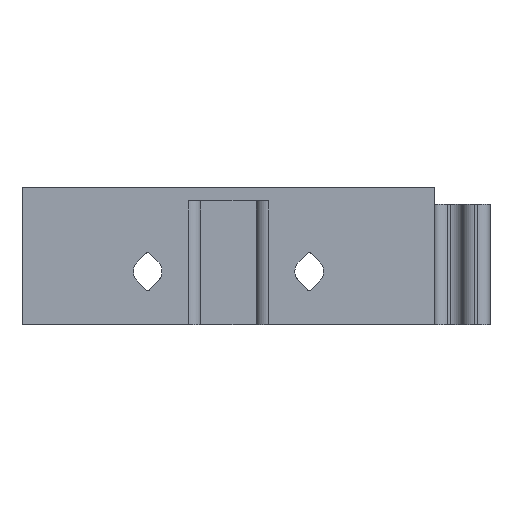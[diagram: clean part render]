
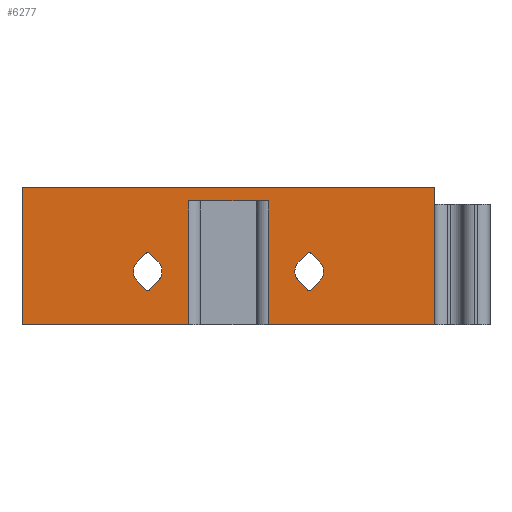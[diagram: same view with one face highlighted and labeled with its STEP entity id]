
A CAD part, left-side view. The second image highlights one B-rep face of the part: STEP entity #6277.
In plain terms, the highlighted planar face has unit normal (-1, 0, 0).
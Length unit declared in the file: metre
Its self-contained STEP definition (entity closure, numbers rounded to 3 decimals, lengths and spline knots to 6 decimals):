
#302=CIRCLE('',#6754,0.0004);
#303=CIRCLE('',#6755,0.002075);
#304=CIRCLE('',#6756,0.0004);
#305=CIRCLE('',#6757,0.002075);
#306=CIRCLE('',#6758,0.0004);
#307=CIRCLE('',#6759,0.002075);
#308=CIRCLE('',#6760,0.0004);
#309=CIRCLE('',#6761,0.002075);
#1039=ORIENTED_EDGE('',*,*,#2894,.T.);
#1040=ORIENTED_EDGE('',*,*,#2589,.F.);
#1041=ORIENTED_EDGE('',*,*,#2895,.F.);
#1042=ORIENTED_EDGE('',*,*,#2896,.F.);
#1043=ORIENTED_EDGE('',*,*,#2897,.T.);
#1044=ORIENTED_EDGE('',*,*,#2641,.F.);
#1045=ORIENTED_EDGE('',*,*,#2898,.T.);
#1046=ORIENTED_EDGE('',*,*,#2415,.T.);
#1047=ORIENTED_EDGE('',*,*,#2899,.F.);
#1048=ORIENTED_EDGE('',*,*,#2900,.F.);
#1049=ORIENTED_EDGE('',*,*,#2901,.T.);
#1050=ORIENTED_EDGE('',*,*,#2902,.F.);
#1051=ORIENTED_EDGE('',*,*,#2903,.T.);
#1052=ORIENTED_EDGE('',*,*,#2904,.F.);
#1053=ORIENTED_EDGE('',*,*,#2905,.F.);
#1054=ORIENTED_EDGE('',*,*,#2906,.F.);
#1055=ORIENTED_EDGE('',*,*,#2907,.F.);
#1056=ORIENTED_EDGE('',*,*,#2908,.F.);
#1057=ORIENTED_EDGE('',*,*,#2909,.T.);
#1058=ORIENTED_EDGE('',*,*,#2910,.F.);
#1059=ORIENTED_EDGE('',*,*,#2911,.T.);
#1060=ORIENTED_EDGE('',*,*,#2912,.F.);
#1061=ORIENTED_EDGE('',*,*,#2913,.F.);
#1062=ORIENTED_EDGE('',*,*,#2914,.F.);
#2415=EDGE_CURVE('',#3381,#3384,#4008,.F.);
#2589=EDGE_CURVE('',#3534,#3535,#4138,.F.);
#2641=EDGE_CURVE('',#3586,#3587,#4166,.F.);
#2894=EDGE_CURVE('',#3384,#3535,#4315,.T.);
#2895=EDGE_CURVE('',#3780,#3534,#4316,.T.);
#2896=EDGE_CURVE('',#3781,#3780,#4317,.F.);
#2897=EDGE_CURVE('',#3781,#3587,#4318,.F.);
#2898=EDGE_CURVE('',#3586,#3381,#4319,.T.);
#2899=EDGE_CURVE('',#3782,#3783,#4320,.T.);
#2900=EDGE_CURVE('',#3784,#3782,#302,.T.);
#2901=EDGE_CURVE('',#3784,#3785,#4321,.T.);
#2902=EDGE_CURVE('',#3786,#3785,#303,.T.);
#2903=EDGE_CURVE('',#3786,#3787,#4322,.T.);
#2904=EDGE_CURVE('',#3788,#3787,#304,.T.);
#2905=EDGE_CURVE('',#3789,#3788,#4323,.T.);
#2906=EDGE_CURVE('',#3783,#3789,#305,.T.);
#2907=EDGE_CURVE('',#3790,#3791,#4324,.T.);
#2908=EDGE_CURVE('',#3792,#3790,#306,.T.);
#2909=EDGE_CURVE('',#3792,#3793,#4325,.T.);
#2910=EDGE_CURVE('',#3794,#3793,#307,.T.);
#2911=EDGE_CURVE('',#3794,#3795,#4326,.T.);
#2912=EDGE_CURVE('',#3796,#3795,#308,.T.);
#2913=EDGE_CURVE('',#3797,#3796,#4327,.T.);
#2914=EDGE_CURVE('',#3791,#3797,#309,.T.);
#3381=VERTEX_POINT('',#8757);
#3384=VERTEX_POINT('',#8762);
#3534=VERTEX_POINT('',#9152);
#3535=VERTEX_POINT('',#9153);
#3586=VERTEX_POINT('',#9255);
#3587=VERTEX_POINT('',#9257);
#3780=VERTEX_POINT('',#9818);
#3781=VERTEX_POINT('',#9820);
#3782=VERTEX_POINT('',#9824);
#3783=VERTEX_POINT('',#9825);
#3784=VERTEX_POINT('',#9827);
#3785=VERTEX_POINT('',#9829);
#3786=VERTEX_POINT('',#9831);
#3787=VERTEX_POINT('',#9833);
#3788=VERTEX_POINT('',#9835);
#3789=VERTEX_POINT('',#9837);
#3790=VERTEX_POINT('',#9840);
#3791=VERTEX_POINT('',#9841);
#3792=VERTEX_POINT('',#9843);
#3793=VERTEX_POINT('',#9845);
#3794=VERTEX_POINT('',#9847);
#3795=VERTEX_POINT('',#9849);
#3796=VERTEX_POINT('',#9851);
#3797=VERTEX_POINT('',#9853);
#4008=LINE('',#8763,#4659);
#4138=LINE('',#9151,#4789);
#4166=LINE('',#9256,#4817);
#4315=LINE('',#9816,#4966);
#4316=LINE('',#9817,#4967);
#4317=LINE('',#9819,#4968);
#4318=LINE('',#9821,#4969);
#4319=LINE('',#9822,#4970);
#4320=LINE('',#9823,#4971);
#4321=LINE('',#9828,#4972);
#4322=LINE('',#9832,#4973);
#4323=LINE('',#9836,#4974);
#4324=LINE('',#9839,#4975);
#4325=LINE('',#9844,#4976);
#4326=LINE('',#9848,#4977);
#4327=LINE('',#9852,#4978);
#4659=VECTOR('',#7062,1.);
#4789=VECTOR('',#7326,1.);
#4817=VECTOR('',#7402,1.);
#4966=VECTOR('',#7787,1.);
#4967=VECTOR('',#7788,1.);
#4968=VECTOR('',#7789,1.);
#4969=VECTOR('',#7790,1.);
#4970=VECTOR('',#7791,1.);
#4971=VECTOR('',#7792,1.);
#4972=VECTOR('',#7795,1.);
#4973=VECTOR('',#7798,1.);
#4974=VECTOR('',#7801,1.);
#4975=VECTOR('',#7804,1.);
#4976=VECTOR('',#7807,1.);
#4977=VECTOR('',#7810,1.);
#4978=VECTOR('',#7813,1.);
#5388=EDGE_LOOP('',(#1039,#1040,#1041,#1042,#1043,#1044,#1045,#1046));
#5389=EDGE_LOOP('',(#1047,#1048,#1049,#1050,#1051,#1052,#1053,#1054));
#5390=EDGE_LOOP('',(#1055,#1056,#1057,#1058,#1059,#1060,#1061,#1062));
#5743=FACE_BOUND('',#5388,.T.);
#5744=FACE_BOUND('',#5389,.T.);
#5745=FACE_BOUND('',#5390,.T.);
#6052=PLANE('',#6753);
#6277=ADVANCED_FACE('',(#5743,#5744,#5745),#6052,.T.);
#6753=AXIS2_PLACEMENT_3D('',#9815,#7785,#7786);
#6754=AXIS2_PLACEMENT_3D('',#9826,#7793,#7794);
#6755=AXIS2_PLACEMENT_3D('',#9830,#7796,#7797);
#6756=AXIS2_PLACEMENT_3D('',#9834,#7799,#7800);
#6757=AXIS2_PLACEMENT_3D('',#9838,#7802,#7803);
#6758=AXIS2_PLACEMENT_3D('',#9842,#7805,#7806);
#6759=AXIS2_PLACEMENT_3D('',#9846,#7808,#7809);
#6760=AXIS2_PLACEMENT_3D('',#9850,#7811,#7812);
#6761=AXIS2_PLACEMENT_3D('',#9854,#7814,#7815);
#7062=DIRECTION('',(0.,-1.,0.));
#7326=DIRECTION('',(0.,-1.,0.));
#7402=DIRECTION('',(0.,-1.,0.));
#7785=DIRECTION('',(-1.,0.,0.));
#7786=DIRECTION('',(0.,-1.,0.));
#7787=DIRECTION('',(0.,0.,-1.));
#7788=DIRECTION('',(0.,0.,-1.));
#7789=DIRECTION('',(0.,-1.,0.));
#7790=DIRECTION('',(0.,0.,1.));
#7791=DIRECTION('',(0.,0.,1.));
#7792=DIRECTION('',(0.,-0.707,0.707));
#7793=DIRECTION('',(-1.,0.,0.));
#7794=DIRECTION('',(0.,-1.,0.));
#7795=DIRECTION('',(0.,0.707,0.707));
#7796=DIRECTION('',(-1.,0.,0.));
#7797=DIRECTION('',(0.,-1.,0.));
#7798=DIRECTION('',(0.,-0.707,0.707));
#7799=DIRECTION('',(-1.,0.,0.));
#7800=DIRECTION('',(0.,-1.,0.));
#7801=DIRECTION('',(0.,0.707,0.707));
#7802=DIRECTION('',(-1.,0.,0.));
#7803=DIRECTION('',(0.,-1.,0.));
#7804=DIRECTION('',(0.,-0.707,0.707));
#7805=DIRECTION('',(-1.,0.,0.));
#7806=DIRECTION('',(0.,-1.,0.));
#7807=DIRECTION('',(0.,0.707,0.707));
#7808=DIRECTION('',(-1.,0.,0.));
#7809=DIRECTION('',(0.,-1.,0.));
#7810=DIRECTION('',(0.,-0.707,0.707));
#7811=DIRECTION('',(-1.,0.,0.));
#7812=DIRECTION('',(0.,-1.,0.));
#7813=DIRECTION('',(0.,0.707,0.707));
#7814=DIRECTION('',(-1.,0.,0.));
#7815=DIRECTION('',(0.,-1.,0.));
#8757=CARTESIAN_POINT('',(0.630025,1.59,0.38));
#8762=CARTESIAN_POINT('',(0.630025,1.65,0.38));
#8763=CARTESIAN_POINT('',(0.630025,1.662111,0.38));
#9151=CARTESIAN_POINT('',(0.630025,1.662111,0.36));
#9152=CARTESIAN_POINT('',(0.630025,1.625778,0.36));
#9153=CARTESIAN_POINT('',(0.630025,1.65,0.36));
#9255=CARTESIAN_POINT('',(0.630025,1.59,0.36));
#9256=CARTESIAN_POINT('',(0.630025,1.662111,0.36));
#9257=CARTESIAN_POINT('',(0.630025,1.614222,0.36));
#9815=CARTESIAN_POINT('',(0.630025,1.662111,0.38));
#9816=CARTESIAN_POINT('',(0.630025,1.65,0.38));
#9817=CARTESIAN_POINT('',(0.630025,1.625778,0.38));
#9818=CARTESIAN_POINT('',(0.630025,1.625778,0.378));
#9819=CARTESIAN_POINT('',(0.630025,1.662111,0.378));
#9820=CARTESIAN_POINT('',(0.630025,1.614222,0.378));
#9821=CARTESIAN_POINT('',(0.630025,1.614222,0.38));
#9822=CARTESIAN_POINT('',(0.630025,1.59,0.38));
#9823=CARTESIAN_POINT('',(0.630025,1.639322,0.357211));
#9824=CARTESIAN_POINT('',(0.630025,1.631451,0.365082));
#9825=CARTESIAN_POINT('',(0.630025,1.630266,0.366266));
#9826=CARTESIAN_POINT('',(0.630025,1.631733,0.365365));
#9827=CARTESIAN_POINT('',(0.630025,1.632016,0.365082));
#9828=CARTESIAN_POINT('',(0.630025,1.654523,0.387588));
#9829=CARTESIAN_POINT('',(0.630025,1.633201,0.366266));
#9830=CARTESIAN_POINT('',(0.630025,1.631733,0.367733));
#9831=CARTESIAN_POINT('',(0.630025,1.633201,0.369201));
#9832=CARTESIAN_POINT('',(0.630025,1.642256,0.360145));
#9833=CARTESIAN_POINT('',(0.630025,1.632016,0.370385));
#9834=CARTESIAN_POINT('',(0.630025,1.631733,0.370102));
#9835=CARTESIAN_POINT('',(0.630025,1.631451,0.370385));
#9836=CARTESIAN_POINT('',(0.630025,1.651588,0.390523));
#9837=CARTESIAN_POINT('',(0.630025,1.630266,0.369201));
#9838=CARTESIAN_POINT('',(0.630025,1.631733,0.367733));
#9839=CARTESIAN_POINT('',(0.630025,1.627588,0.345477));
#9840=CARTESIAN_POINT('',(0.630025,1.607984,0.365082));
#9841=CARTESIAN_POINT('',(0.630025,1.606799,0.366266));
#9842=CARTESIAN_POINT('',(0.630025,1.608267,0.365365));
#9843=CARTESIAN_POINT('',(0.630025,1.608549,0.365082));
#9844=CARTESIAN_POINT('',(0.630025,1.642789,0.399322));
#9845=CARTESIAN_POINT('',(0.630025,1.609734,0.366266));
#9846=CARTESIAN_POINT('',(0.630025,1.608267,0.367733));
#9847=CARTESIAN_POINT('',(0.630025,1.609734,0.369201));
#9848=CARTESIAN_POINT('',(0.630025,1.630523,0.348412));
#9849=CARTESIAN_POINT('',(0.630025,1.608549,0.370385));
#9850=CARTESIAN_POINT('',(0.630025,1.608267,0.370102));
#9851=CARTESIAN_POINT('',(0.630025,1.607984,0.370385));
#9852=CARTESIAN_POINT('',(0.630025,1.639855,0.402256));
#9853=CARTESIAN_POINT('',(0.630025,1.606799,0.369201));
#9854=CARTESIAN_POINT('',(0.630025,1.608267,0.367733));
